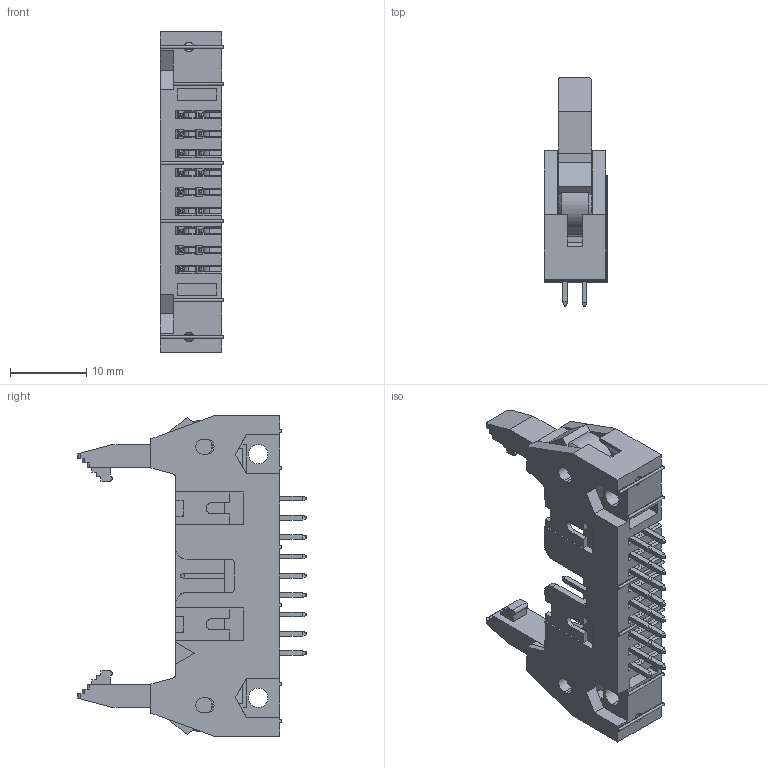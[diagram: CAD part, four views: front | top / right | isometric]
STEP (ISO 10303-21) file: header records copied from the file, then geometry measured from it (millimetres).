
FILE_DESCRIPTION((''),'2;1');
FILE_NAME('71918_Y18_ASM','2006-12-07T',('DaLegrand'),('FCI - CDC Division'),'PRO/ENGINEER BY PARAMETRIC TECHNOLOGY CORPORATION, 2004490','PRO/ENGINEER BY PARAMETRIC TECHNOLOGY CORPORATION, 2004490','');
FILE_SCHEMA(('CONFIG_CONTROL_DESIGN'));
Length unit declared in the file: millimetre
Products named in the file (4): 67017_Y18; 77391_Y22; 67018_001; 71918_Y18_ASM
Assembly tree (21 placements, depth 2):
  71918_Y18_ASM
    67017_Y18
    77391_Y22  x18
    67018_001  x2
Bounding box: 8.4 x 29.99 x 42.16 mm (x, y, z)
Volume: 3351.8 mm3; surface area: 5241.7 mm2
Topology: 21 solids, 21 shells, 1009 faces, 2733 edges, 1756 vertices
Faces by surface type: plane 847, cylinder 138, torus 10, sphere 8, cone 4, bspline 2
Entity records: 23003 total; most frequent: CARTESIAN_POINT 4299, ORIENTED_EDGE 4000, DIRECTION 3618, EDGE_CURVE 2000, VECTOR 1778, LINE 1778, VERTEX_POINT 1296, AXIS2_PLACEMENT_3D 920
